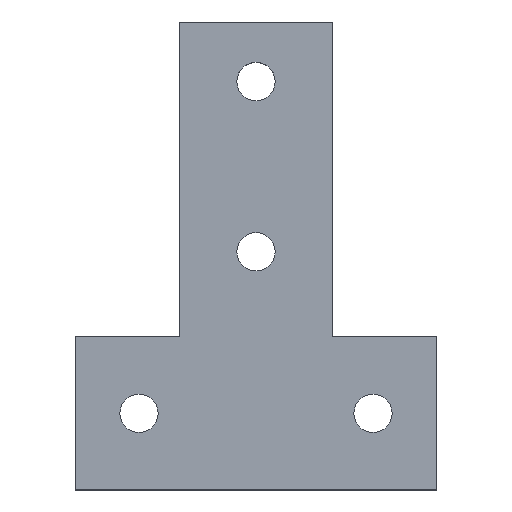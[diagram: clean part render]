
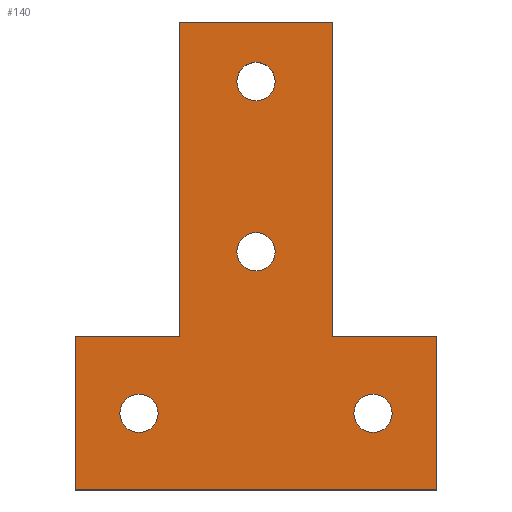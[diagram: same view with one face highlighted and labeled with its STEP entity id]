
A CAD part, top view. The second image highlights one B-rep face of the part: STEP entity #140.
In plain terms, the highlighted planar face has unit normal (0, 0, 1).
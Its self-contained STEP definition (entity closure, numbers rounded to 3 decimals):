
#2 = EDGE_LOOP ( 'NONE', ( #148, #351 ) ) ;
#6 = DIRECTION ( 'NONE',  ( 0., 1., 0. ) ) ;
#9 = EDGE_CURVE ( 'NONE', #489, #133, #402, .T. ) ;
#16 = PLANE ( 'NONE',  #510 ) ;
#20 = EDGE_LOOP ( 'NONE', ( #573, #45 ) ) ;
#25 = EDGE_CURVE ( 'NONE', #592, #213, #38, .T. ) ;
#31 = CARTESIAN_POINT ( 'NONE',  ( -42.5, 0., 3. ) ) ;
#38 = CIRCLE ( 'NONE', #550, 4.5 ) ;
#45 = ORIENTED_EDGE ( 'NONE', *, *, #368, .F. ) ;
#57 = VERTEX_POINT ( 'NONE', #188 ) ;
#67 = VERTEX_POINT ( 'NONE', #585 ) ;
#71 = CARTESIAN_POINT ( 'NONE',  ( -27.5, 18., 3. ) ) ;
#77 = DIRECTION ( 'NONE',  ( 0., 0., 1. ) ) ;
#83 = CARTESIAN_POINT ( 'NONE',  ( 18., 36., 3. ) ) ;
#97 = ORIENTED_EDGE ( 'NONE', *, *, #473, .F. ) ;
#102 = CARTESIAN_POINT ( 'NONE',  ( -4.5, 56., 3. ) ) ;
#103 = CIRCLE ( 'NONE', #217, 4.5 ) ;
#108 = CARTESIAN_POINT ( 'NONE',  ( 18., 110., 3. ) ) ;
#114 = CARTESIAN_POINT ( 'NONE',  ( 23., 18., 3. ) ) ;
#117 = LINE ( 'NONE', #634, #500 ) ;
#133 = VERTEX_POINT ( 'NONE', #547 ) ;
#134 = VERTEX_POINT ( 'NONE', #191 ) ;
#140 = ADVANCED_FACE ( 'NONE', ( #421, #373, #622, #277, #626 ), #16, .T. ) ;
#142 = AXIS2_PLACEMENT_3D ( 'NONE', #461, #398, #656 ) ;
#146 = DIRECTION ( 'NONE',  ( 0., 0., 1. ) ) ;
#148 = ORIENTED_EDGE ( 'NONE', *, *, #575, .F. ) ;
#152 = CIRCLE ( 'NONE', #347, 4.5 ) ;
#155 = VERTEX_POINT ( 'NONE', #444 ) ;
#157 = EDGE_CURVE ( 'NONE', #440, #155, #174, .T. ) ;
#162 = DIRECTION ( 'NONE',  ( 0., 0., 1. ) ) ;
#169 = VERTEX_POINT ( 'NONE', #513 ) ;
#173 = DIRECTION ( 'NONE',  ( 1., 0., 0. ) ) ;
#174 = LINE ( 'NONE', #232, #559 ) ;
#176 = DIRECTION ( 'NONE',  ( -1., 0., 0. ) ) ;
#178 = ORIENTED_EDGE ( 'NONE', *, *, #9, .T. ) ;
#183 = DIRECTION ( 'NONE',  ( 0., 0., 1. ) ) ;
#185 = VECTOR ( 'NONE', #344, 1000. ) ;
#186 = CARTESIAN_POINT ( 'NONE',  ( 4.5, 96., 3. ) ) ;
#188 = CARTESIAN_POINT ( 'NONE',  ( -32., 18., 3. ) ) ;
#191 = CARTESIAN_POINT ( 'NONE',  ( 42.5, 36., 3. ) ) ;
#195 = AXIS2_PLACEMENT_3D ( 'NONE', #310, #146, #509 ) ;
#199 = LINE ( 'NONE', #663, #618 ) ;
#200 = EDGE_CURVE ( 'NONE', #169, #523, #103, .T. ) ;
#201 = EDGE_CURVE ( 'NONE', #155, #134, #199, .T. ) ;
#211 = DIRECTION ( 'NONE',  ( 0., 1., 0. ) ) ;
#213 = VERTEX_POINT ( 'NONE', #114 ) ;
#217 = AXIS2_PLACEMENT_3D ( 'NONE', #374, #397, #508 ) ;
#226 = DIRECTION ( 'NONE',  ( 1., 0., 0. ) ) ;
#232 = CARTESIAN_POINT ( 'NONE',  ( -42.5, 0., 3. ) ) ;
#235 = CARTESIAN_POINT ( 'NONE',  ( 27.5, 18., 3. ) ) ;
#249 = ORIENTED_EDGE ( 'NONE', *, *, #479, .F. ) ;
#262 = AXIS2_PLACEMENT_3D ( 'NONE', #284, #77, #280 ) ;
#263 = VECTOR ( 'NONE', #601, 1000. ) ;
#272 = CIRCLE ( 'NONE', #195, 4.5 ) ;
#277 = FACE_BOUND ( 'NONE', #2, .T. ) ;
#278 = ORIENTED_EDGE ( 'NONE', *, *, #25, .F. ) ;
#280 = DIRECTION ( 'NONE',  ( 1., 0., 0. ) ) ;
#284 = CARTESIAN_POINT ( 'NONE',  ( -27.5, 18., 3. ) ) ;
#285 = EDGE_CURVE ( 'NONE', #593, #419, #574, .T. ) ;
#287 = ORIENTED_EDGE ( 'NONE', *, *, #157, .T. ) ;
#292 = DIRECTION ( 'NONE',  ( 1., 0., 0. ) ) ;
#300 = CARTESIAN_POINT ( 'NONE',  ( 32., 18., 3. ) ) ;
#310 = CARTESIAN_POINT ( 'NONE',  ( 0., 56., 3. ) ) ;
#327 = AXIS2_PLACEMENT_3D ( 'NONE', #71, #183, #292 ) ;
#329 = ORIENTED_EDGE ( 'NONE', *, *, #439, .T. ) ;
#332 = CARTESIAN_POINT ( 'NONE',  ( -42.5, 0., 3. ) ) ;
#333 = ORIENTED_EDGE ( 'NONE', *, *, #564, .T. ) ;
#338 = DIRECTION ( 'NONE',  ( 0., 0., 1. ) ) ;
#344 = DIRECTION ( 'NONE',  ( 0., -1., 0. ) ) ;
#346 = LINE ( 'NONE', #392, #348 ) ;
#347 = AXIS2_PLACEMENT_3D ( 'NONE', #482, #338, #389 ) ;
#348 = VECTOR ( 'NONE', #596, 1000. ) ;
#351 = ORIENTED_EDGE ( 'NONE', *, *, #538, .F. ) ;
#354 = CARTESIAN_POINT ( 'NONE',  ( -42.5, 36., 3. ) ) ;
#359 = CARTESIAN_POINT ( 'NONE',  ( 0., 0., 3. ) ) ;
#360 = EDGE_LOOP ( 'NONE', ( #436, #377, #514, #519, #178, #329, #333, #287 ) ) ;
#366 = EDGE_LOOP ( 'NONE', ( #249, #278 ) ) ;
#368 = EDGE_CURVE ( 'NONE', #523, #169, #661, .T. ) ;
#373 = FACE_BOUND ( 'NONE', #20, .T. ) ;
#374 = CARTESIAN_POINT ( 'NONE',  ( 0., 96., 3. ) ) ;
#377 = ORIENTED_EDGE ( 'NONE', *, *, #631, .T. ) ;
#389 = DIRECTION ( 'NONE',  ( 1., 0., 0. ) ) ;
#392 = CARTESIAN_POINT ( 'NONE',  ( -18., 110., 3. ) ) ;
#397 = DIRECTION ( 'NONE',  ( 0., 0., 1. ) ) ;
#398 = DIRECTION ( 'NONE',  ( 0., 0., 1. ) ) ;
#402 = LINE ( 'NONE', #502, #567 ) ;
#414 = CARTESIAN_POINT ( 'NONE',  ( 0., 96., 3. ) ) ;
#419 = VERTEX_POINT ( 'NONE', #484 ) ;
#421 = FACE_BOUND ( 'NONE', #624, .T. ) ;
#430 = CIRCLE ( 'NONE', #142, 4.5 ) ;
#436 = ORIENTED_EDGE ( 'NONE', *, *, #201, .T. ) ;
#437 = VERTEX_POINT ( 'NONE', #578 ) ;
#439 = EDGE_CURVE ( 'NONE', #133, #636, #117, .T. ) ;
#440 = VERTEX_POINT ( 'NONE', #332 ) ;
#444 = CARTESIAN_POINT ( 'NONE',  ( 42.5, 0., 3. ) ) ;
#445 = VECTOR ( 'NONE', #6, 1000. ) ;
#451 = DIRECTION ( 'NONE',  ( 0., -1., 0. ) ) ;
#460 = EDGE_CURVE ( 'NONE', #57, #437, #465, .T. ) ;
#461 = CARTESIAN_POINT ( 'NONE',  ( 0., 56., 3. ) ) ;
#465 = CIRCLE ( 'NONE', #262, 4.5 ) ;
#473 = EDGE_CURVE ( 'NONE', #437, #57, #630, .T. ) ;
#479 = EDGE_CURVE ( 'NONE', #213, #592, #152, .T. ) ;
#482 = CARTESIAN_POINT ( 'NONE',  ( 27.5, 18., 3. ) ) ;
#484 = CARTESIAN_POINT ( 'NONE',  ( 18., 110., 3. ) ) ;
#489 = VERTEX_POINT ( 'NONE', #537 ) ;
#500 = VECTOR ( 'NONE', #176, 1000. ) ;
#502 = CARTESIAN_POINT ( 'NONE',  ( -18., 36., 3. ) ) ;
#508 = DIRECTION ( 'NONE',  ( 1., 0., 0. ) ) ;
#509 = DIRECTION ( 'NONE',  ( 1., 0., 0. ) ) ;
#510 = AXIS2_PLACEMENT_3D ( 'NONE', #359, #602, #226 ) ;
#513 = CARTESIAN_POINT ( 'NONE',  ( -4.5, 96., 3. ) ) ;
#514 = ORIENTED_EDGE ( 'NONE', *, *, #285, .T. ) ;
#519 = ORIENTED_EDGE ( 'NONE', *, *, #647, .T. ) ;
#523 = VERTEX_POINT ( 'NONE', #186 ) ;
#537 = CARTESIAN_POINT ( 'NONE',  ( -18., 110., 3. ) ) ;
#538 = EDGE_CURVE ( 'NONE', #67, #664, #430, .T. ) ;
#547 = CARTESIAN_POINT ( 'NONE',  ( -18., 36., 3. ) ) ;
#550 = AXIS2_PLACEMENT_3D ( 'NONE', #235, #595, #173 ) ;
#551 = AXIS2_PLACEMENT_3D ( 'NONE', #414, #162, #557 ) ;
#557 = DIRECTION ( 'NONE',  ( 1., 0., 0. ) ) ;
#559 = VECTOR ( 'NONE', #603, 1000. ) ;
#564 = EDGE_CURVE ( 'NONE', #636, #440, #646, .T. ) ;
#567 = VECTOR ( 'NONE', #451, 1000. ) ;
#573 = ORIENTED_EDGE ( 'NONE', *, *, #200, .F. ) ;
#574 = LINE ( 'NONE', #108, #445 ) ;
#575 = EDGE_CURVE ( 'NONE', #664, #67, #272, .T. ) ;
#578 = CARTESIAN_POINT ( 'NONE',  ( -23., 18., 3. ) ) ;
#585 = CARTESIAN_POINT ( 'NONE',  ( 4.5, 56., 3. ) ) ;
#586 = ORIENTED_EDGE ( 'NONE', *, *, #460, .F. ) ;
#592 = VERTEX_POINT ( 'NONE', #300 ) ;
#593 = VERTEX_POINT ( 'NONE', #650 ) ;
#595 = DIRECTION ( 'NONE',  ( 0., 0., 1. ) ) ;
#596 = DIRECTION ( 'NONE',  ( -1., 0., 0. ) ) ;
#601 = DIRECTION ( 'NONE',  ( -1., 0., 0. ) ) ;
#602 = DIRECTION ( 'NONE',  ( 0., 0., 1. ) ) ;
#603 = DIRECTION ( 'NONE',  ( 1., 0., 0. ) ) ;
#607 = LINE ( 'NONE', #83, #263 ) ;
#618 = VECTOR ( 'NONE', #211, 1000. ) ;
#622 = FACE_OUTER_BOUND ( 'NONE', #360, .T. ) ;
#624 = EDGE_LOOP ( 'NONE', ( #586, #97 ) ) ;
#626 = FACE_BOUND ( 'NONE', #366, .T. ) ;
#630 = CIRCLE ( 'NONE', #327, 4.5 ) ;
#631 = EDGE_CURVE ( 'NONE', #134, #593, #607, .T. ) ;
#634 = CARTESIAN_POINT ( 'NONE',  ( -42.5, 36., 3. ) ) ;
#636 = VERTEX_POINT ( 'NONE', #354 ) ;
#646 = LINE ( 'NONE', #31, #185 ) ;
#647 = EDGE_CURVE ( 'NONE', #419, #489, #346, .T. ) ;
#650 = CARTESIAN_POINT ( 'NONE',  ( 18., 36., 3. ) ) ;
#656 = DIRECTION ( 'NONE',  ( 1., 0., 0. ) ) ;
#661 = CIRCLE ( 'NONE', #551, 4.5 ) ;
#663 = CARTESIAN_POINT ( 'NONE',  ( 42.5, 36., 3. ) ) ;
#664 = VERTEX_POINT ( 'NONE', #102 ) ;
